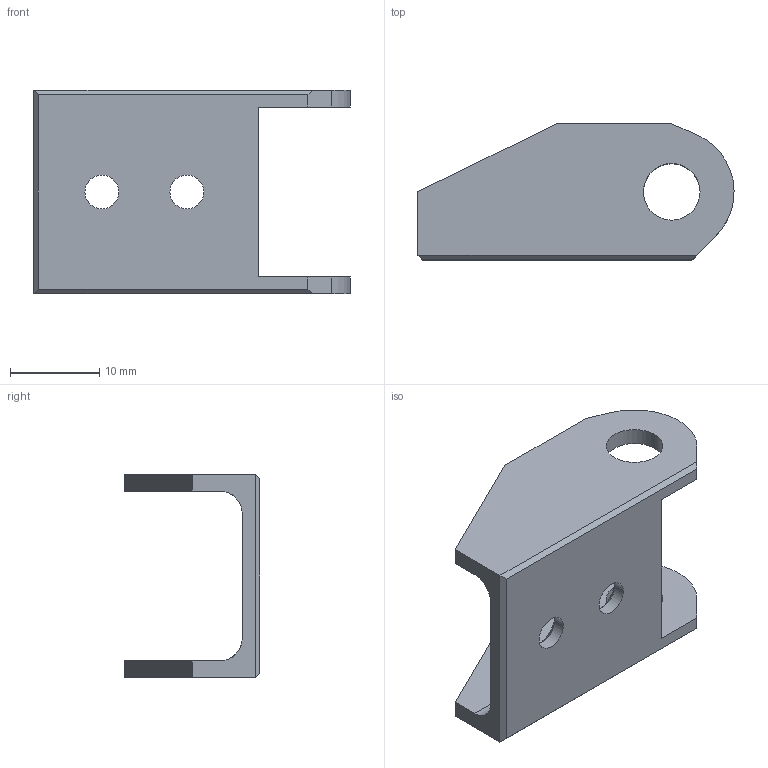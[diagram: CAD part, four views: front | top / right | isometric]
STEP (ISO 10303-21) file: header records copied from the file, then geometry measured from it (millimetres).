
FILE_DESCRIPTION (( 'STEP AP203' ), '1' );
FILE_NAME ('pr2106A_remodel.STEP', '2024-02-28T18:07:48', ( '' ), ( '' ), 'SwSTEP 2.0', 'SolidWorks 2022', '' );
FILE_SCHEMA (( 'CONFIG_CONTROL_DESIGN' ));
Length unit declared in the file: millimetre
Products named in the file (1): pr2106A_remodel
Bounding box: 35.45 x 15.24 x 22.86 mm (x, y, z)
Volume: 2531.5 mm3; surface area: 2948.4 mm2
Topology: 1 solids, 1 shells, 35 faces, 97 edges, 64 vertices
Faces by surface type: plane 19, cylinder 12, cone 4
Entity records: 1218 total; most frequent: CARTESIAN_POINT 203, DIRECTION 197, ORIENTED_EDGE 194, EDGE_CURVE 97, AXIS2_PLACEMENT_3D 66, LINE 65, VECTOR 65, VERTEX_POINT 64
